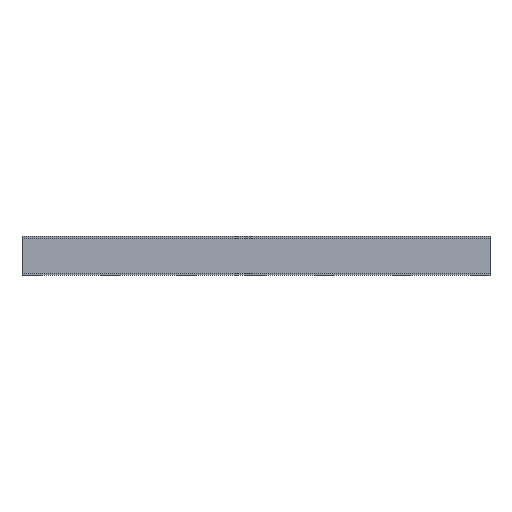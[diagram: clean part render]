
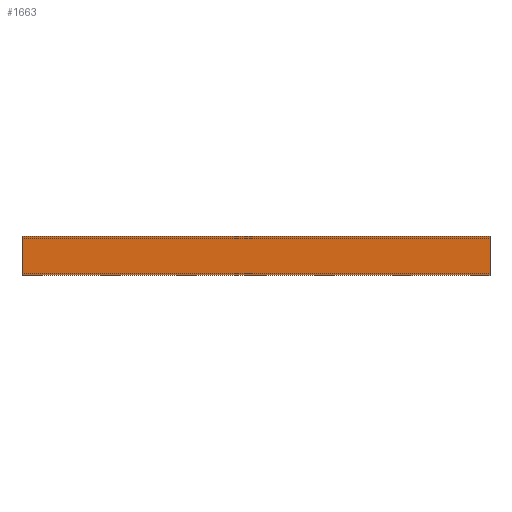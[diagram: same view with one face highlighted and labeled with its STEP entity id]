
A CAD part, front view. The second image highlights one B-rep face of the part: STEP entity #1663.
In plain terms, the highlighted face is planar.
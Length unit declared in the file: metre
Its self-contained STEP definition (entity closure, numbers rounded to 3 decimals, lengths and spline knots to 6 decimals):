
#1663 = ADVANCED_FACE('',(#1664),#1678,.T.);
#1664 = FACE_BOUND('',#1665,.T.);
#1665 = EDGE_LOOP('',(#1666,#1701,#1729,#1757));
#1666 = ORIENTED_EDGE('',*,*,#1667,.T.);
#1667 = EDGE_CURVE('',#1668,#1670,#1672,.T.);
#1668 = VERTEX_POINT('',#1669);
#1669 = CARTESIAN_POINT('',(-0.0127,-0.0254,0.));
#1670 = VERTEX_POINT('',#1671);
#1671 = CARTESIAN_POINT('',(-0.0127,-0.0254,0.6096));
#1672 = SURFACE_CURVE('',#1673,(#1677,#1689),.PCURVE_S1.);
#1673 = LINE('',#1674,#1675);
#1674 = CARTESIAN_POINT('',(-0.0127,-0.0254,0.));
#1675 = VECTOR('',#1676,0.001);
#1676 = DIRECTION('',(0.,0.,1.));
#1677 = PCURVE('',#1678,#1683);
#1678 = PLANE('',#1679);
#1679 = AXIS2_PLACEMENT_3D('',#1680,#1681,#1682);
#1680 = CARTESIAN_POINT('',(-0.0127,-0.0254,0.));
#1681 = DIRECTION('',(-1.,0.,0.));
#1682 = DIRECTION('',(0.,1.,0.));
#1683 = DEFINITIONAL_REPRESENTATION('',(#1684),#1688);
#1684 = LINE('',#1685,#1686);
#1685 = CARTESIAN_POINT('',(0.,0.));
#1686 = VECTOR('',#1687,1.);
#1687 = DIRECTION('',(0.,-1.));
#1688 = ( GEOMETRIC_REPRESENTATION_CONTEXT(2) 
PARAMETRIC_REPRESENTATION_CONTEXT() REPRESENTATION_CONTEXT('2D SPACE',''
  ) );
#1689 = PCURVE('',#1690,#1695);
#1690 = PLANE('',#1691);
#1691 = AXIS2_PLACEMENT_3D('',#1692,#1693,#1694);
#1692 = CARTESIAN_POINT('',(-0.0127,-0.0254,0.));
#1693 = DIRECTION('',(0.,1.,0.));
#1694 = DIRECTION('',(1.,0.,0.));
#1695 = DEFINITIONAL_REPRESENTATION('',(#1696),#1700);
#1696 = LINE('',#1697,#1698);
#1697 = CARTESIAN_POINT('',(0.,0.));
#1698 = VECTOR('',#1699,1.);
#1699 = DIRECTION('',(0.,-1.));
#1700 = ( GEOMETRIC_REPRESENTATION_CONTEXT(2) 
PARAMETRIC_REPRESENTATION_CONTEXT() REPRESENTATION_CONTEXT('2D SPACE',''
  ) );
#1701 = ORIENTED_EDGE('',*,*,#1702,.T.);
#1702 = EDGE_CURVE('',#1670,#1703,#1705,.T.);
#1703 = VERTEX_POINT('',#1704);
#1704 = CARTESIAN_POINT('',(-0.0127,0.0254,0.6096));
#1705 = SURFACE_CURVE('',#1706,(#1710,#1717),.PCURVE_S1.);
#1706 = LINE('',#1707,#1708);
#1707 = CARTESIAN_POINT('',(-0.0127,-0.0254,0.6096));
#1708 = VECTOR('',#1709,0.001);
#1709 = DIRECTION('',(0.,1.,0.));
#1710 = PCURVE('',#1678,#1711);
#1711 = DEFINITIONAL_REPRESENTATION('',(#1712),#1716);
#1712 = LINE('',#1713,#1714);
#1713 = CARTESIAN_POINT('',(0.,-0.61));
#1714 = VECTOR('',#1715,1.);
#1715 = DIRECTION('',(1.,0.));
#1716 = ( GEOMETRIC_REPRESENTATION_CONTEXT(2) 
PARAMETRIC_REPRESENTATION_CONTEXT() REPRESENTATION_CONTEXT('2D SPACE',''
  ) );
#1717 = PCURVE('',#1718,#1723);
#1718 = PLANE('',#1719);
#1719 = AXIS2_PLACEMENT_3D('',#1720,#1721,#1722);
#1720 = CARTESIAN_POINT('',(-0.0127,-0.0254,0.6096));
#1721 = DIRECTION('',(0.,0.,1.));
#1722 = DIRECTION('',(1.,0.,0.));
#1723 = DEFINITIONAL_REPRESENTATION('',(#1724),#1728);
#1724 = LINE('',#1725,#1726);
#1725 = CARTESIAN_POINT('',(0.,0.));
#1726 = VECTOR('',#1727,1.);
#1727 = DIRECTION('',(0.,1.));
#1728 = ( GEOMETRIC_REPRESENTATION_CONTEXT(2) 
PARAMETRIC_REPRESENTATION_CONTEXT() REPRESENTATION_CONTEXT('2D SPACE',''
  ) );
#1729 = ORIENTED_EDGE('',*,*,#1730,.F.);
#1730 = EDGE_CURVE('',#1731,#1703,#1733,.T.);
#1731 = VERTEX_POINT('',#1732);
#1732 = CARTESIAN_POINT('',(-0.0127,0.0254,0.));
#1733 = SURFACE_CURVE('',#1734,(#1738,#1745),.PCURVE_S1.);
#1734 = LINE('',#1735,#1736);
#1735 = CARTESIAN_POINT('',(-0.0127,0.0254,0.));
#1736 = VECTOR('',#1737,0.001);
#1737 = DIRECTION('',(0.,0.,1.));
#1738 = PCURVE('',#1678,#1739);
#1739 = DEFINITIONAL_REPRESENTATION('',(#1740),#1744);
#1740 = LINE('',#1741,#1742);
#1741 = CARTESIAN_POINT('',(0.051,0.));
#1742 = VECTOR('',#1743,1.);
#1743 = DIRECTION('',(0.,-1.));
#1744 = ( GEOMETRIC_REPRESENTATION_CONTEXT(2) 
PARAMETRIC_REPRESENTATION_CONTEXT() REPRESENTATION_CONTEXT('2D SPACE',''
  ) );
#1745 = PCURVE('',#1746,#1751);
#1746 = PLANE('',#1747);
#1747 = AXIS2_PLACEMENT_3D('',#1748,#1749,#1750);
#1748 = CARTESIAN_POINT('',(-0.0127,0.0254,0.));
#1749 = DIRECTION('',(0.,1.,0.));
#1750 = DIRECTION('',(1.,0.,0.));
#1751 = DEFINITIONAL_REPRESENTATION('',(#1752),#1756);
#1752 = LINE('',#1753,#1754);
#1753 = CARTESIAN_POINT('',(0.,0.));
#1754 = VECTOR('',#1755,1.);
#1755 = DIRECTION('',(0.,-1.));
#1756 = ( GEOMETRIC_REPRESENTATION_CONTEXT(2) 
PARAMETRIC_REPRESENTATION_CONTEXT() REPRESENTATION_CONTEXT('2D SPACE',''
  ) );
#1757 = ORIENTED_EDGE('',*,*,#1758,.F.);
#1758 = EDGE_CURVE('',#1668,#1731,#1759,.T.);
#1759 = SURFACE_CURVE('',#1760,(#1764,#1771),.PCURVE_S1.);
#1760 = LINE('',#1761,#1762);
#1761 = CARTESIAN_POINT('',(-0.0127,-0.0254,0.));
#1762 = VECTOR('',#1763,0.001);
#1763 = DIRECTION('',(0.,1.,0.));
#1764 = PCURVE('',#1678,#1765);
#1765 = DEFINITIONAL_REPRESENTATION('',(#1766),#1770);
#1766 = LINE('',#1767,#1768);
#1767 = CARTESIAN_POINT('',(0.,0.));
#1768 = VECTOR('',#1769,1.);
#1769 = DIRECTION('',(1.,0.));
#1770 = ( GEOMETRIC_REPRESENTATION_CONTEXT(2) 
PARAMETRIC_REPRESENTATION_CONTEXT() REPRESENTATION_CONTEXT('2D SPACE',''
  ) );
#1771 = PCURVE('',#1772,#1777);
#1772 = PLANE('',#1773);
#1773 = AXIS2_PLACEMENT_3D('',#1774,#1775,#1776);
#1774 = CARTESIAN_POINT('',(-0.0127,-0.0254,0.));
#1775 = DIRECTION('',(0.,0.,1.));
#1776 = DIRECTION('',(1.,0.,0.));
#1777 = DEFINITIONAL_REPRESENTATION('',(#1778),#1782);
#1778 = LINE('',#1779,#1780);
#1779 = CARTESIAN_POINT('',(0.,0.));
#1780 = VECTOR('',#1781,1.);
#1781 = DIRECTION('',(0.,1.));
#1782 = ( GEOMETRIC_REPRESENTATION_CONTEXT(2) 
PARAMETRIC_REPRESENTATION_CONTEXT() REPRESENTATION_CONTEXT('2D SPACE',''
  ) );
